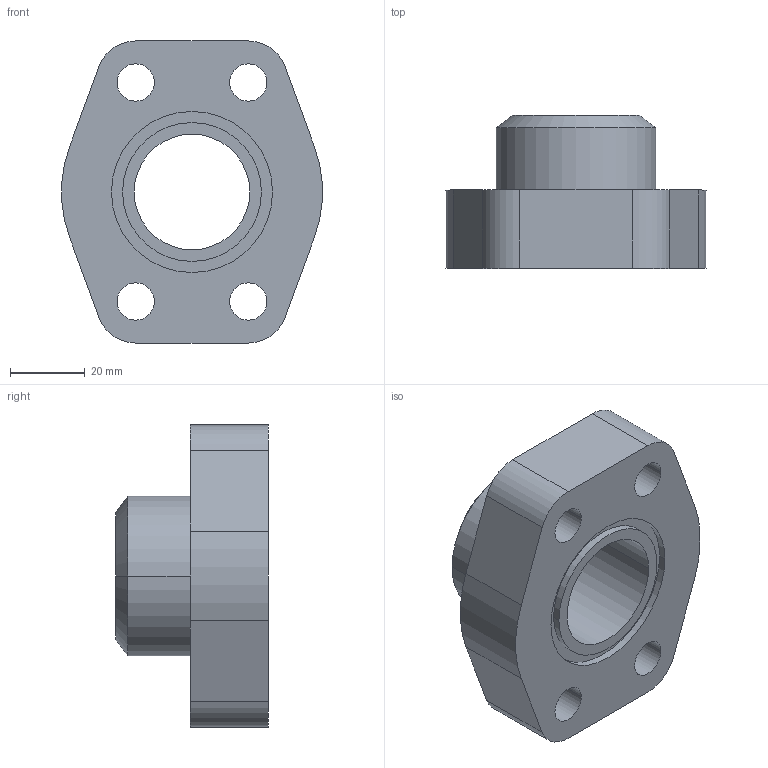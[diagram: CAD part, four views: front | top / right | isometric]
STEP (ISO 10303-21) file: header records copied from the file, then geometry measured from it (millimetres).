
FILE_DESCRIPTION(('STEP AP214'),'1');
FILE_NAME('b6-004.stp','2021-01-28T15:43:59',('TraceParts'),('TraceParts S.A.'),'Spatial InterOp 3D',' ',' ');
FILE_SCHEMA(('AUTOMOTIVE_DESIGN { 1 0 10303 214 1 1 1 1 }'));
Length unit declared in the file: millimetre
Products named in the file (1): b6-004
Bounding box: 69.83 x 41 x 81 mm (x, y, z)
Volume: 89529.6 mm3; surface area: 22205 mm2
Topology: 1 solids, 1 shells, 35 faces, 88 edges, 58 vertices
Faces by surface type: cylinder 22, plane 11, cone 2
Entity records: 1107 total; most frequent: DIRECTION 206, CARTESIAN_POINT 182, ORIENTED_EDGE 176, EDGE_CURVE 88, AXIS2_PLACEMENT_3D 82, VERTEX_POINT 58, EDGE_LOOP 48, CIRCLE 46
